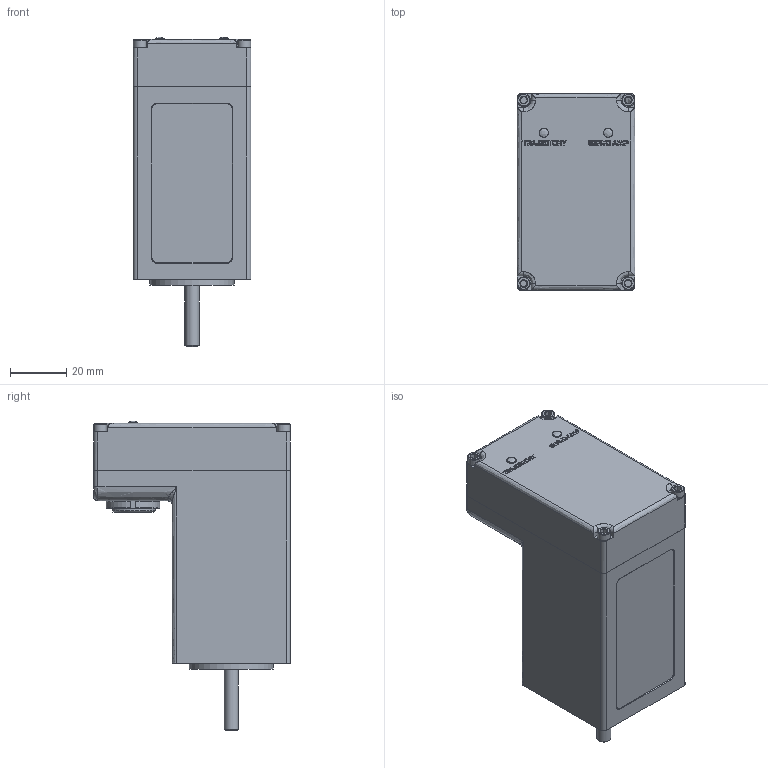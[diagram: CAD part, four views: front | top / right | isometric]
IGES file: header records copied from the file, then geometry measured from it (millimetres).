
Start section: SolidWorks IGES file using analytic representation for surfaces
Global section: file name: SM17205M-LTR.IGS; native system: SolidWorks 2017; preprocessor: SolidWorks 2017; author: kmalates; date: 190710.093220; units: inch
Bounding box: 42 x 70 x 110.07 mm (x, y, z)
Surface area: 24952.9 mm2 (no closed solid volume)
Topology: 0 solids, 1 shells, 258 faces, 1456 edges, 1413 vertices
Faces by surface type: bspline 148, revolution 110
